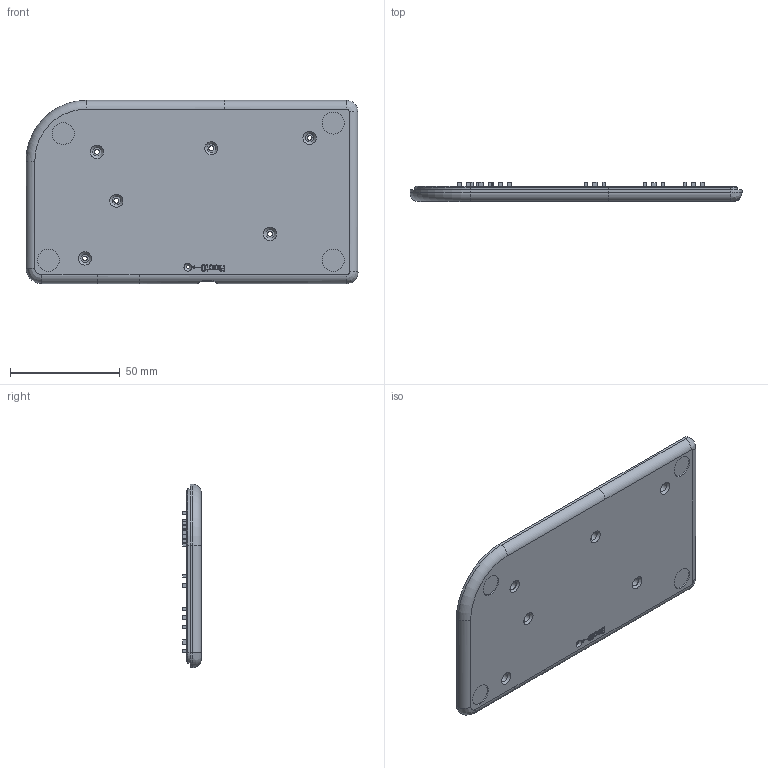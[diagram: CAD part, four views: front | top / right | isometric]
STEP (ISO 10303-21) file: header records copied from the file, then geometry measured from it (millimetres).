
FILE_DESCRIPTION(/* description */ (''),/* implementation_level */ '2;1');
FILE_NAME(/* name */ 'V19 bottom.step',/* time_stamp */ '2021-05-05T21:17:39+08:00',/* author */ (''),/* organization */ (''),/* preprocessor_version */ 'ST-DEVELOPER v18.1',/* originating_system */ 'Autodesk Translation Framework v10.6.0.1341',/* authorisation */ '');
FILE_SCHEMA (('AUTOMOTIVE_DESIGN { 1 0 10303 214 3 1 1 }'));
Length unit declared in the file: millimetre
Products named in the file (1): Pocket organ V19
Bounding box: 151.06 x 8.6 x 83.37 mm (x, y, z)
Volume: 29972.8 mm3; surface area: 30416.6 mm2
Topology: 1 solids, 1 shells, 401 faces, 1034 edges, 661 vertices
Faces by surface type: plane 201, bspline 102, cylinder 86, cone 11, torus 1
Full cylindrical faces by diameter (mm): 1.5 x1, 2.2 x6, 3.5 x1, 4 x6, 10 x4
Entity records: 12664 total; most frequent: CARTESIAN_POINT 3412, ORIENTED_EDGE 2064, DIRECTION 1612, EDGE_CURVE 1032, VERTEX_POINT 661, LINE 646, VECTOR 646, AXIS2_PLACEMENT_3D 483
